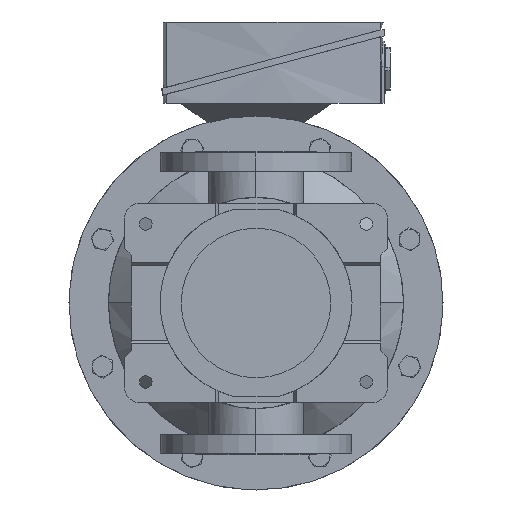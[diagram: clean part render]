
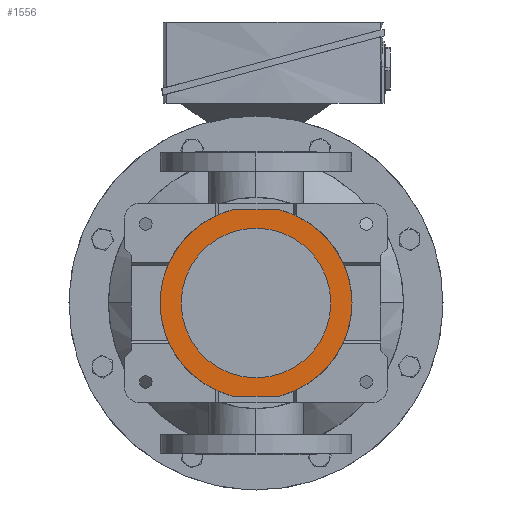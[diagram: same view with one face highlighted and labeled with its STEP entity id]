
A CAD part, front view. The second image highlights one B-rep face of the part: STEP entity #1556.
In plain terms, the highlighted face is planar.
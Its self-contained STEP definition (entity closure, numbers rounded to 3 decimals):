
#806 = ORIENTED_EDGE ( 'NONE', *, *, #28137, .T. ) ;
#1172 = ORIENTED_EDGE ( 'NONE', *, *, #50854, .T. ) ;
#1507 = CARTESIAN_POINT ( 'NONE',  ( 0., 0., 45. ) ) ;
#1556 = ADVANCED_FACE ( 'NONE', ( #17900, #43315 ), #9722, .T. ) ;
#2055 = CARTESIAN_POINT ( 'NONE',  ( -31.04, -112., 45. ) ) ;
#3177 = EDGE_LOOP ( 'NONE', ( #31004, #20048, #40476, #1172, #31066 ) ) ;
#3947 = AXIS2_PLACEMENT_3D ( 'NONE', #39385, #14528, #6062 ) ;
#4512 = CIRCLE ( 'NONE', #45935, 90. ) ;
#4663 = DIRECTION ( 'NONE',  ( -1., 0., 0. ) ) ;
#4953 = CARTESIAN_POINT ( 'NONE',  ( 127.05, -123.2, 45. ) ) ;
#6062 = DIRECTION ( 'NONE',  ( 1., 0., 0. ) ) ;
#6792 = EDGE_CURVE ( 'NONE', #15939, #15332, #39664, .T. ) ;
#7019 = DIRECTION ( 'NONE',  ( 0., 0., -1. ) ) ;
#9722 = PLANE ( 'NONE',  #12477 ) ;
#9946 = DIRECTION ( 'NONE',  ( -1., 0., 0. ) ) ;
#10214 = VERTEX_POINT ( 'NONE', #35400 ) ;
#10606 = EDGE_CURVE ( 'NONE', #55159, #10214, #11806, .T. ) ;
#11266 = DIRECTION ( 'NONE',  ( 1., 0., 0. ) ) ;
#11806 = CIRCLE ( 'NONE', #26214, 115.5 ) ;
#12477 = AXIS2_PLACEMENT_3D ( 'NONE', #4953, #27211, #4663 ) ;
#14528 = DIRECTION ( 'NONE',  ( 0., 0., -1. ) ) ;
#15332 = VERTEX_POINT ( 'NONE', #26125 ) ;
#15939 = VERTEX_POINT ( 'NONE', #16354 ) ;
#16354 = CARTESIAN_POINT ( 'NONE',  ( -28.218, 112., 45. ) ) ;
#17900 = FACE_BOUND ( 'NONE', #42007, .T. ) ;
#20048 = ORIENTED_EDGE ( 'NONE', *, *, #10606, .T. ) ;
#21470 = DIRECTION ( 'NONE',  ( 0., 0., -1. ) ) ;
#23478 = CIRCLE ( 'NONE', #36094, 115.5 ) ;
#26125 = CARTESIAN_POINT ( 'NONE',  ( 28.218, 112., 45. ) ) ;
#26214 = AXIS2_PLACEMENT_3D ( 'NONE', #28724, #7019, #11266 ) ;
#26223 = VERTEX_POINT ( 'NONE', #30545 ) ;
#26941 = CARTESIAN_POINT ( 'NONE',  ( 115.5, 0., 45. ) ) ;
#27211 = DIRECTION ( 'NONE',  ( 0., 0., -1. ) ) ;
#28137 = EDGE_CURVE ( 'NONE', #39507, #26223, #35113, .T. ) ;
#28510 = EDGE_CURVE ( 'NONE', #26223, #39507, #4512, .T. ) ;
#28724 = CARTESIAN_POINT ( 'NONE',  ( 0., 0., 45. ) ) ;
#29872 = CARTESIAN_POINT ( 'NONE',  ( 0., 0., 45. ) ) ;
#29961 = DIRECTION ( 'NONE',  ( 1., 0., 0. ) ) ;
#30545 = CARTESIAN_POINT ( 'NONE',  ( 90., 0., 45. ) ) ;
#30921 = CARTESIAN_POINT ( 'NONE',  ( -31.04, 112., 45. ) ) ;
#31004 = ORIENTED_EDGE ( 'NONE', *, *, #47276, .T. ) ;
#31066 = ORIENTED_EDGE ( 'NONE', *, *, #6792, .T. ) ;
#34004 = VECTOR ( 'NONE', #39131, 1000. ) ;
#35113 = CIRCLE ( 'NONE', #36890, 90. ) ;
#35400 = CARTESIAN_POINT ( 'NONE',  ( 28.218, -112., 45. ) ) ;
#35503 = DIRECTION ( 'NONE',  ( -1., 0., 0. ) ) ;
#36094 = AXIS2_PLACEMENT_3D ( 'NONE', #37598, #21470, #29961 ) ;
#36890 = AXIS2_PLACEMENT_3D ( 'NONE', #29872, #38636, #35503 ) ;
#37598 = CARTESIAN_POINT ( 'NONE',  ( 0., 0., 45. ) ) ;
#38416 = EDGE_CURVE ( 'NONE', #10214, #44288, #53942, .T. ) ;
#38636 = DIRECTION ( 'NONE',  ( 0., 0., 1. ) ) ;
#38905 = ORIENTED_EDGE ( 'NONE', *, *, #28510, .T. ) ;
#39131 = DIRECTION ( 'NONE',  ( 1., 0., 0. ) ) ;
#39385 = CARTESIAN_POINT ( 'NONE',  ( 0., 0., 45. ) ) ;
#39507 = VERTEX_POINT ( 'NONE', #43452 ) ;
#39664 = LINE ( 'NONE', #30921, #34004 ) ;
#40476 = ORIENTED_EDGE ( 'NONE', *, *, #38416, .T. ) ;
#42007 = EDGE_LOOP ( 'NONE', ( #806, #38905 ) ) ;
#43315 = FACE_OUTER_BOUND ( 'NONE', #3177, .T. ) ;
#43452 = CARTESIAN_POINT ( 'NONE',  ( -90., 0., 45. ) ) ;
#44288 = VERTEX_POINT ( 'NONE', #49195 ) ;
#45935 = AXIS2_PLACEMENT_3D ( 'NONE', #1507, #48615, #9946 ) ;
#47211 = CIRCLE ( 'NONE', #3947, 115.5 ) ;
#47276 = EDGE_CURVE ( 'NONE', #15332, #55159, #23478, .T. ) ;
#48615 = DIRECTION ( 'NONE',  ( 0., 0., 1. ) ) ;
#48781 = VECTOR ( 'NONE', #53678, 1000. ) ;
#49195 = CARTESIAN_POINT ( 'NONE',  ( -28.218, -112., 45. ) ) ;
#50854 = EDGE_CURVE ( 'NONE', #44288, #15939, #47211, .T. ) ;
#53678 = DIRECTION ( 'NONE',  ( -1., 0., 0. ) ) ;
#53942 = LINE ( 'NONE', #2055, #48781 ) ;
#55159 = VERTEX_POINT ( 'NONE', #26941 ) ;
